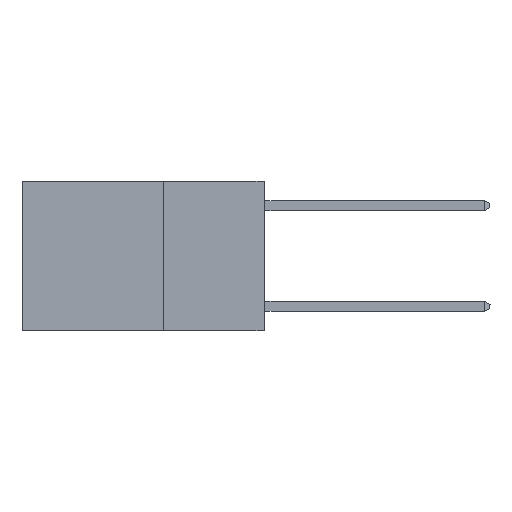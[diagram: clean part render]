
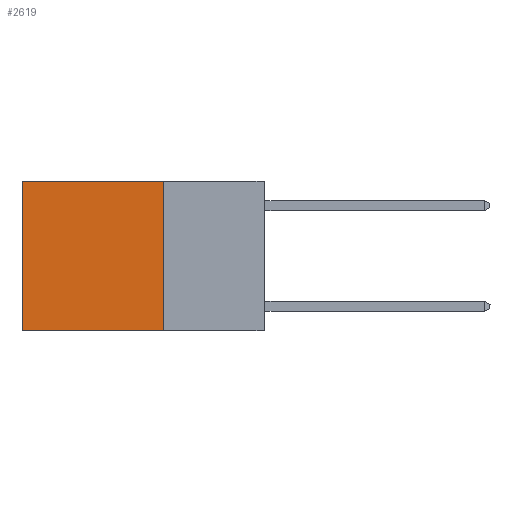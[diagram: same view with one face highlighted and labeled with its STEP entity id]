
A CAD part, left-side view. The second image highlights one B-rep face of the part: STEP entity #2619.
In plain terms, the highlighted planar face has unit normal (-1, 0, 0).
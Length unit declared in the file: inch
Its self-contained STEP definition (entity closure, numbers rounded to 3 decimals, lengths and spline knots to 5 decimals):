
#4 = VERTEX_POINT ( 'NONE', #11094 ) ;
#420 = CARTESIAN_POINT ( 'NONE',  ( 0.2625, 0.6, 0. ) ) ;
#536 = EDGE_CURVE ( 'NONE', #4, #5328, #3678, .T. ) ;
#1238 = VECTOR ( 'NONE', #11127, 39.37008 ) ;
#1297 = EDGE_CURVE ( 'NONE', #9778, #6101, #7234, .T. ) ;
#1501 = FACE_OUTER_BOUND ( 'NONE', #11212, .T. ) ;
#1881 = LINE ( 'NONE', #8520, #8781 ) ;
#2228 = EDGE_CURVE ( 'NONE', #5328, #6101, #10465, .T. ) ;
#2619 = ADVANCED_FACE ( 'NONE', ( #1501 ), #4634, .F. ) ;
#3486 = CARTESIAN_POINT ( 'NONE',  ( 0.2625, 0.25, -0.37 ) ) ;
#3678 = LINE ( 'NONE', #7941, #8226 ) ;
#3988 = ORIENTED_EDGE ( 'NONE', *, *, #2228, .T. ) ;
#4634 = PLANE ( 'NONE',  #11177 ) ;
#4821 = VECTOR ( 'NONE', #11486, 39.37008 ) ;
#4882 = EDGE_CURVE ( 'NONE', #4, #9778, #1881, .T. ) ;
#5328 = VERTEX_POINT ( 'NONE', #8280 ) ;
#5522 = DIRECTION ( 'NONE',  ( 0., 0., -1. ) ) ;
#5591 = CARTESIAN_POINT ( 'NONE',  ( 0.2625, 0.6, -0.37 ) ) ;
#6101 = VERTEX_POINT ( 'NONE', #5591 ) ;
#7234 = LINE ( 'NONE', #8938, #4821 ) ;
#7265 = ORIENTED_EDGE ( 'NONE', *, *, #536, .T. ) ;
#7941 = CARTESIAN_POINT ( 'NONE',  ( 0.2625, 0.25, 0. ) ) ;
#8086 = DIRECTION ( 'NONE',  ( 0., 1., 0. ) ) ;
#8211 = CARTESIAN_POINT ( 'NONE',  ( 0.2625, 0.25, 0. ) ) ;
#8226 = VECTOR ( 'NONE', #8086, 39.37008 ) ;
#8280 = CARTESIAN_POINT ( 'NONE',  ( 0.2625, 0.6, 0. ) ) ;
#8520 = CARTESIAN_POINT ( 'NONE',  ( 0.2625, 0.25, 0. ) ) ;
#8781 = VECTOR ( 'NONE', #9421, 39.37008 ) ;
#8938 = CARTESIAN_POINT ( 'NONE',  ( 0.2625, 0.25, -0.37 ) ) ;
#9023 = ORIENTED_EDGE ( 'NONE', *, *, #1297, .F. ) ;
#9421 = DIRECTION ( 'NONE',  ( 0., 0., -1. ) ) ;
#9778 = VERTEX_POINT ( 'NONE', #3486 ) ;
#10465 = LINE ( 'NONE', #420, #1238 ) ;
#10793 = DIRECTION ( 'NONE',  ( 1., 0., 0. ) ) ;
#11094 = CARTESIAN_POINT ( 'NONE',  ( 0.2625, 0.25, 0. ) ) ;
#11127 = DIRECTION ( 'NONE',  ( 0., 0., -1. ) ) ;
#11177 = AXIS2_PLACEMENT_3D ( 'NONE', #8211, #10793, #5522 ) ;
#11212 = EDGE_LOOP ( 'NONE', ( #3988, #9023, #11285, #7265 ) ) ;
#11285 = ORIENTED_EDGE ( 'NONE', *, *, #4882, .F. ) ;
#11486 = DIRECTION ( 'NONE',  ( 0., 1., 0. ) ) ;
